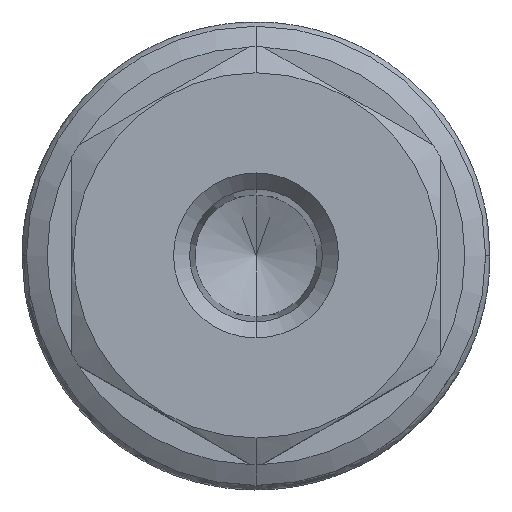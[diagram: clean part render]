
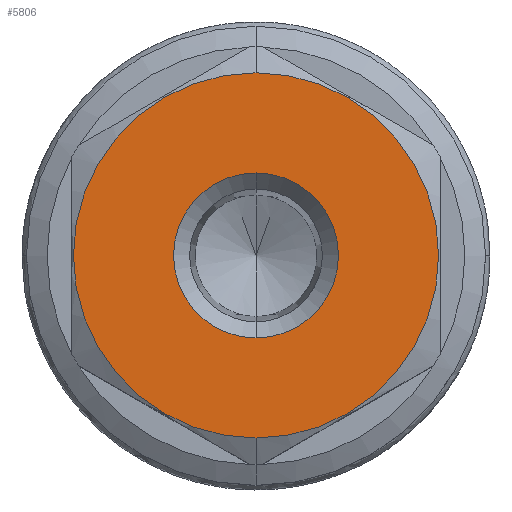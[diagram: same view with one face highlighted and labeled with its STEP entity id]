
A CAD part, top view. The second image highlights one B-rep face of the part: STEP entity #5806.
In plain terms, the highlighted planar face has unit normal (0, 0, 1).
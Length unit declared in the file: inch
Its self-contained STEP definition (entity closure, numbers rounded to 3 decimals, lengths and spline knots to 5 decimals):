
#2495=CARTESIAN_POINT('',(0.,0.,3.625));
#2496=DIRECTION('',(0.,0.,1.));
#2497=DIRECTION('',(0.,-1.,0.));
#2498=AXIS2_PLACEMENT_3D('',#2495,#2496,#2497);
#2500=CARTESIAN_POINT('',(0.,0.,3.625));
#2501=DIRECTION('',(0.,0.,1.));
#2502=DIRECTION('',(0.,1.,0.));
#2503=AXIS2_PLACEMENT_3D('',#2500,#2501,#2502);
#2505=CARTESIAN_POINT('',(0.,0.,3.625));
#2506=DIRECTION('',(0.,0.,1.));
#2507=DIRECTION('',(0.,-1.,0.));
#2508=AXIS2_PLACEMENT_3D('',#2505,#2506,#2507);
#2510=CARTESIAN_POINT('',(0.,0.,3.625));
#2511=DIRECTION('',(0.,0.,1.));
#2512=DIRECTION('',(0.,1.,0.));
#2513=AXIS2_PLACEMENT_3D('',#2510,#2511,#2512);
#2943=CARTESIAN_POINT('',(0.,-0.62,3.625));
#2944=CARTESIAN_POINT('',(0.,0.62,3.625));
#2945=VERTEX_POINT('',#2943);
#2946=VERTEX_POINT('',#2944);
#3017=CARTESIAN_POINT('',(0.,-0.28,3.625));
#3018=CARTESIAN_POINT('',(0.,0.28,3.625));
#3019=VERTEX_POINT('',#3017);
#3020=VERTEX_POINT('',#3018);
#5791=CARTESIAN_POINT('',(0.,0.,3.625));
#5792=DIRECTION('',(0.,0.,1.));
#5793=DIRECTION('',(0.,1.,0.));
#5794=AXIS2_PLACEMENT_3D('',#5791,#5792,#5793);
#5795=PLANE('',#5794);
#5796=ORIENTED_EDGE('',*,*,#5561,.F.);
#5797=ORIENTED_EDGE('',*,*,#5782,.F.);
#5798=EDGE_LOOP('',(#5796,#5797));
#5799=FACE_OUTER_BOUND('',#5798,.F.);
#5801=ORIENTED_EDGE('',*,*,#5800,.T.);
#5803=ORIENTED_EDGE('',*,*,#5802,.T.);
#5804=EDGE_LOOP('',(#5801,#5803));
#5805=FACE_BOUND('',#5804,.F.);
#5806=ADVANCED_FACE('',(#5799,#5805),#5795,.T.);
#2499=CIRCLE('',#2498,0.62);
#2504=CIRCLE('',#2503,0.62);
#2509=CIRCLE('',#2508,0.28);
#2514=CIRCLE('',#2513,0.28);
#5561=EDGE_CURVE('',#2945,#2946,#2499,.T.);
#5782=EDGE_CURVE('',#2946,#2945,#2504,.T.);
#5800=EDGE_CURVE('',#3019,#3020,#2509,.T.);
#5802=EDGE_CURVE('',#3020,#3019,#2514,.T.);
